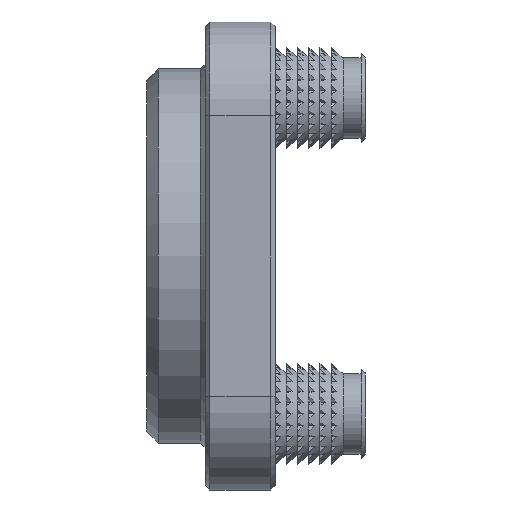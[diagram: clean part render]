
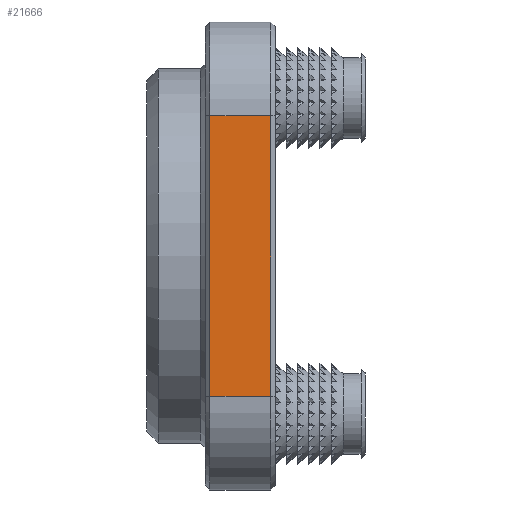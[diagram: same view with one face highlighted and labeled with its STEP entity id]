
A CAD part, left-side view. The second image highlights one B-rep face of the part: STEP entity #21666.
In plain terms, the highlighted planar face has unit normal (-1, 0, 0).
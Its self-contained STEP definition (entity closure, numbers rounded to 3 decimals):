
#688 = DIRECTION ( 'NONE',  ( 0., -1., 0. ) ) ;
#1960 = PLANE ( 'NONE',  #3585 ) ;
#2393 = DIRECTION ( 'NONE',  ( 0., 0., -1. ) ) ;
#3585 = AXIS2_PLACEMENT_3D ( 'NONE', #26366, #13612, #2393 ) ;
#3601 = ORIENTED_EDGE ( 'NONE', *, *, #18561, .T. ) ;
#3603 = VERTEX_POINT ( 'NONE', #5822 ) ;
#3612 = VERTEX_POINT ( 'NONE', #8295 ) ;
#4245 = DIRECTION ( 'NONE',  ( 0., 0., -1. ) ) ;
#4581 = VECTOR ( 'NONE', #688, 1000. ) ;
#4981 = VERTEX_POINT ( 'NONE', #6293 ) ;
#5283 = VECTOR ( 'NONE', #18220, 1000. ) ;
#5822 = CARTESIAN_POINT ( 'NONE',  ( -40., 5.6, 12. ) ) ;
#6293 = CARTESIAN_POINT ( 'NONE',  ( -40., 5.6, -12. ) ) ;
#7897 = EDGE_CURVE ( 'NONE', #3612, #16942, #14044, .T. ) ;
#8295 = CARTESIAN_POINT ( 'NONE',  ( -40., 0.4, -12. ) ) ;
#10163 = ORIENTED_EDGE ( 'NONE', *, *, #7897, .T. ) ;
#10546 = EDGE_CURVE ( 'NONE', #4981, #3612, #11782, .T. ) ;
#11782 = LINE ( 'NONE', #18747, #4581 ) ;
#11876 = CARTESIAN_POINT ( 'NONE',  ( -40., 0.4, 12. ) ) ;
#12965 = CARTESIAN_POINT ( 'NONE',  ( -40., 0.4, 12. ) ) ;
#13612 = DIRECTION ( 'NONE',  ( 1., 0., 0. ) ) ;
#13717 = LINE ( 'NONE', #22429, #5283 ) ;
#14044 = LINE ( 'NONE', #11876, #17076 ) ;
#14991 = VECTOR ( 'NONE', #4245, 1000. ) ;
#16942 = VERTEX_POINT ( 'NONE', #12965 ) ;
#17076 = VECTOR ( 'NONE', #20708, 1000. ) ;
#17728 = ORIENTED_EDGE ( 'NONE', *, *, #21055, .T. ) ;
#18220 = DIRECTION ( 'NONE',  ( 0., 1., 0. ) ) ;
#18561 = EDGE_CURVE ( 'NONE', #16942, #3603, #13717, .T. ) ;
#18747 = CARTESIAN_POINT ( 'NONE',  ( -40., 6., -12. ) ) ;
#19694 = LINE ( 'NONE', #28658, #14991 ) ;
#20708 = DIRECTION ( 'NONE',  ( 0., 0., 1. ) ) ;
#21055 = EDGE_CURVE ( 'NONE', #3603, #4981, #19694, .T. ) ;
#21666 = ADVANCED_FACE ( 'NONE', ( #28690 ), #1960, .F. ) ;
#22429 = CARTESIAN_POINT ( 'NONE',  ( -40., 6., 12. ) ) ;
#25912 = ORIENTED_EDGE ( 'NONE', *, *, #10546, .T. ) ;
#26366 = CARTESIAN_POINT ( 'NONE',  ( -40., 6., 20. ) ) ;
#27664 = EDGE_LOOP ( 'NONE', ( #25912, #10163, #3601, #17728 ) ) ;
#28658 = CARTESIAN_POINT ( 'NONE',  ( -40., 5.6, 20. ) ) ;
#28690 = FACE_OUTER_BOUND ( 'NONE', #27664, .T. ) ;
